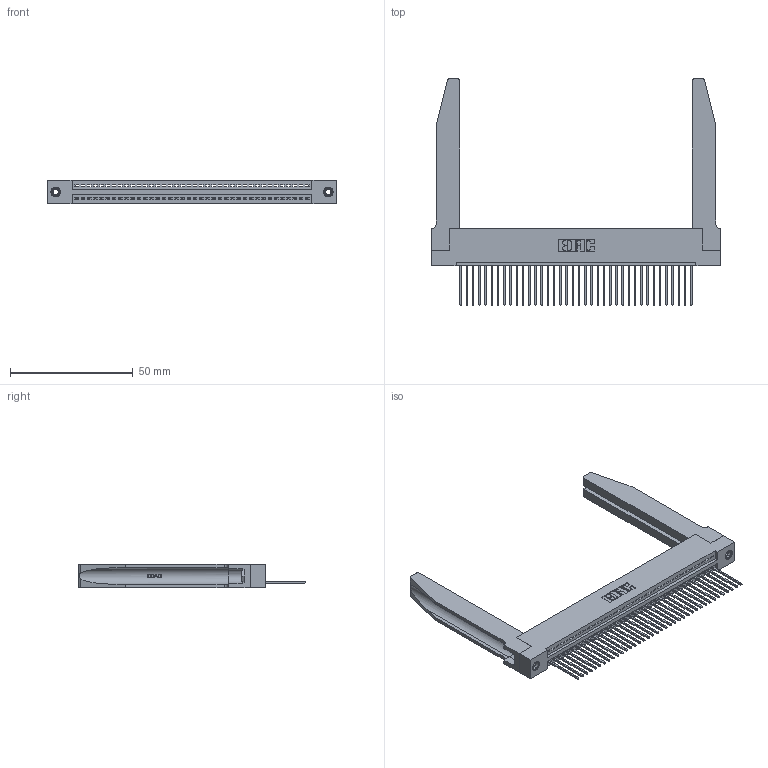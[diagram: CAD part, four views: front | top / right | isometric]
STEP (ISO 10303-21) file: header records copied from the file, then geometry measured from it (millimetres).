
FILE_DESCRIPTION (( 'STEP AP203' ), '1' );
FILE_NAME ('345-038-542-178.STEP', '2019-10-08T04:24:10', ( '' ), ( '' ), 'SwSTEP 2.0', 'SolidWorks 2016', '' );
FILE_SCHEMA (( 'CONFIG_CONTROL_DESIGN' ));
Length unit declared in the file: inch
Products named in the file (5): 345 Part_Flush Mounting Lugs - 0.156 Dia-TH; 345-250-001_345-250-001-102; 345-038-542-178; 345-292-001_345-293-142; 345-220-078_345-220-078
Assembly tree (43 placements, depth 2):
  345-038-542-178
    345 Part_Flush Mounting Lugs - 0.156 Dia-TH
    345-292-001_345-293-142  x38
    345-250-001_345-250-001-102  x2
    345-220-078_345-220-078  x2
Bounding box: 117.75 x 92.25 x 9.4 mm (x, y, z)
Volume: 19006.7 mm3; surface area: 22257.8 mm2
Topology: 43 solids, 43 shells, 2564 faces, 7637 edges, 5030 vertices
Faces by surface type: plane 1742, cylinder 770, bspline 36, cone 12, torus 4
Entity records: 33896 total; most frequent: CARTESIAN_POINT 6769, ORIENTED_EDGE 5638, DIRECTION 4925, EDGE_CURVE 2819, VECTOR 2441, LINE 2441, VERTEX_POINT 1872, AXIS2_PLACEMENT_3D 1242
